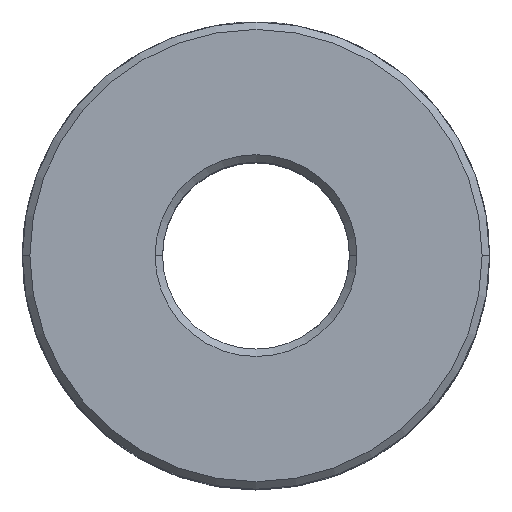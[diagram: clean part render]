
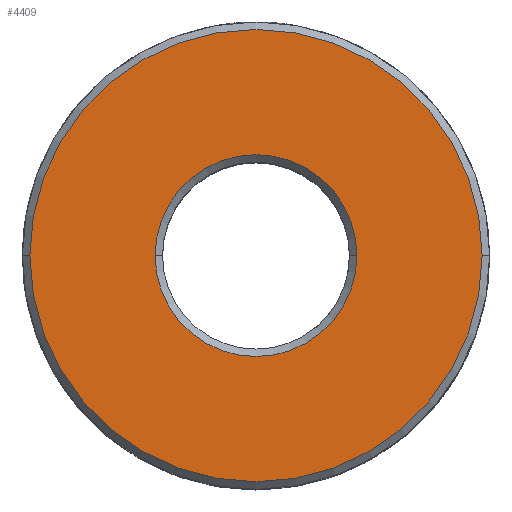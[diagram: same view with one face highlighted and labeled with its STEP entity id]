
A CAD part, top view. The second image highlights one B-rep face of the part: STEP entity #4409.
In plain terms, the highlighted planar face has unit normal (0, 0, 1).
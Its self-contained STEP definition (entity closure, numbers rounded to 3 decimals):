
#146=CARTESIAN_POINT('',(0.,0.,24.));
#147=DIRECTION('',(0.,0.,1.));
#148=DIRECTION('',(-1.,0.,0.));
#149=AXIS2_PLACEMENT_3D('',#146,#147,#148);
#151=CARTESIAN_POINT('',(0.,0.,24.));
#152=DIRECTION('',(0.,0.,1.));
#153=DIRECTION('',(1.,0.,0.));
#154=AXIS2_PLACEMENT_3D('',#151,#152,#153);
#156=CARTESIAN_POINT('',(0.,0.,24.));
#157=DIRECTION('',(0.,0.,-1.));
#158=DIRECTION('',(-1.,0.,0.));
#159=AXIS2_PLACEMENT_3D('',#156,#157,#158);
#161=CARTESIAN_POINT('',(0.,0.,24.));
#162=DIRECTION('',(0.,0.,-1.));
#163=DIRECTION('',(1.,0.,0.));
#164=AXIS2_PLACEMENT_3D('',#161,#162,#163);
#3910=CARTESIAN_POINT('',(-12.1,0.,24.));
#3912=VERTEX_POINT('',#3910);
#3913=CARTESIAN_POINT('',(12.1,0.,24.));
#3914=VERTEX_POINT('',#3913);
#3927=CARTESIAN_POINT('',(-5.4,0.,24.));
#3928=VERTEX_POINT('',#3927);
#3929=CARTESIAN_POINT('',(5.4,0.,24.));
#3930=VERTEX_POINT('',#3929);
#4394=CARTESIAN_POINT('',(0.,0.,24.));
#4395=DIRECTION('',(0.,0.,-1.));
#4396=DIRECTION('',(-1.,0.,0.));
#4397=AXIS2_PLACEMENT_3D('',#4394,#4395,#4396);
#4398=PLANE('',#4397);
#4400=ORIENTED_EDGE('',*,*,#4399,.F.);
#4402=ORIENTED_EDGE('',*,*,#4401,.F.);
#4403=EDGE_LOOP('',(#4400,#4402));
#4404=FACE_OUTER_BOUND('',#4403,.F.);
#4405=ORIENTED_EDGE('',*,*,#4387,.F.);
#4406=ORIENTED_EDGE('',*,*,#4376,.F.);
#4407=EDGE_LOOP('',(#4405,#4406));
#4408=FACE_BOUND('',#4407,.F.);
#150=CIRCLE('',#149,12.1);
#155=CIRCLE('',#154,12.1);
#160=CIRCLE('',#159,5.4);
#165=CIRCLE('',#164,5.4);
#4376=EDGE_CURVE('',#3930,#3928,#165,.T.);
#4387=EDGE_CURVE('',#3928,#3930,#160,.T.);
#4399=EDGE_CURVE('',#3912,#3914,#150,.T.);
#4401=EDGE_CURVE('',#3914,#3912,#155,.T.);
#4409=ADVANCED_FACE('',(#4404,#4408),#4398,.F.);
